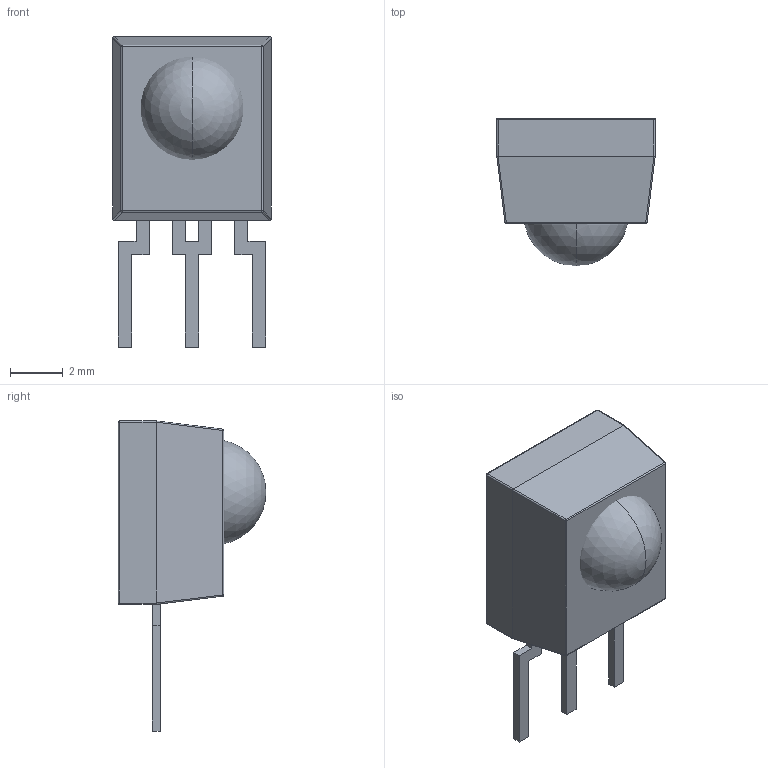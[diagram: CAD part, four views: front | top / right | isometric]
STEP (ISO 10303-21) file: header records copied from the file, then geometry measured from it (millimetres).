
FILE_DESCRIPTION (( 'STEP AP214' ), '1' );
FILE_NAME ('IRM-3638T.STEP', '2022-10-27T09:44:04', ( '' ), ( '' ), 'SwSTEP 2.0', 'SolidWorks 2019', '' );
FILE_SCHEMA (( 'AUTOMOTIVE_DESIGN' ));
Length unit declared in the file: millimetre
Products named in the file (1): IRM-3638T
Bounding box: 6 x 5.6 x 11.75 mm (x, y, z)
Volume: 176.1 mm3; surface area: 241.3 mm2
Topology: 2 solids, 2 shells, 71 faces, 182 edges, 107 vertices
Faces by surface type: plane 45, cylinder 16, sphere 10
Entity records: 2835 total; most frequent: CARTESIAN_POINT 389, ORIENTED_EDGE 350, DIRECTION 334, EDGE_CURVE 175, LINE 136, VECTOR 136, VERTEX_POINT 106, AXIS2_PLACEMENT_3D 99
